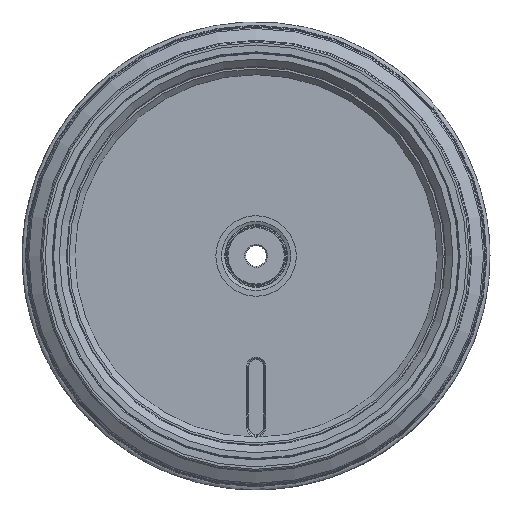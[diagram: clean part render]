
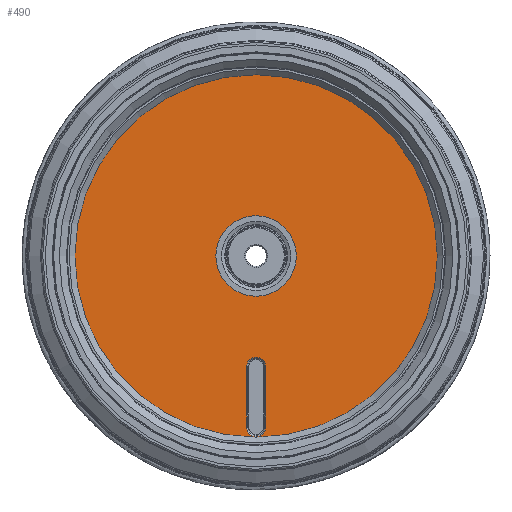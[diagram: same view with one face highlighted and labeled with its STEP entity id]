
A CAD part, top view. The second image highlights one B-rep face of the part: STEP entity #490.
In plain terms, the highlighted planar face has unit normal (0, 0, 1).
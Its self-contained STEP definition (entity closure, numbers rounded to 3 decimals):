
#390=LINE('',#2789,#406);
#391=LINE('',#2794,#407);
#406=VECTOR('',#2250,1.);
#407=VECTOR('',#2253,1.);
#465=PLANE('',#1896);
#490=ADVANCED_FACE('',(#606,#607,#608),#465,.T.);
#606=FACE_BOUND('',#743,.T.);
#607=FACE_BOUND('',#744,.T.);
#608=FACE_BOUND('',#745,.T.);
#743=EDGE_LOOP('',(#893,#894,#895,#896));
#744=EDGE_LOOP('',(#897));
#745=EDGE_LOOP('',(#898));
#893=ORIENTED_EDGE('',*,*,#1161,.T.);
#894=ORIENTED_EDGE('',*,*,#1162,.T.);
#895=ORIENTED_EDGE('',*,*,#1163,.T.);
#896=ORIENTED_EDGE('',*,*,#1164,.T.);
#897=ORIENTED_EDGE('',*,*,#1165,.F.);
#898=ORIENTED_EDGE('',*,*,#1159,.T.);
#1075=VERTEX_POINT('',#2785);
#1077=VERTEX_POINT('',#2790);
#1078=VERTEX_POINT('',#2791);
#1079=VERTEX_POINT('',#2793);
#1080=VERTEX_POINT('',#2795);
#1081=VERTEX_POINT('',#2798);
#1159=EDGE_CURVE('',#1075,#1075,#1255,.T.);
#1161=EDGE_CURVE('',#1077,#1078,#390,.T.);
#1162=EDGE_CURVE('',#1078,#1079,#1257,.T.);
#1163=EDGE_CURVE('',#1079,#1080,#391,.T.);
#1164=EDGE_CURVE('',#1080,#1077,#1258,.T.);
#1165=EDGE_CURVE('',#1081,#1081,#1259,.T.);
#1255=CIRCLE('',#1890,35.);
#1257=CIRCLE('',#1893,8.3);
#1258=CIRCLE('',#1894,8.3);
#1259=CIRCLE('',#1895,157.575);
#1890=AXIS2_PLACEMENT_3D('',#2784,#2244,#2245);
#1893=AXIS2_PLACEMENT_3D('',#2792,#2251,#2252);
#1894=AXIS2_PLACEMENT_3D('',#2796,#2254,#2255);
#1895=AXIS2_PLACEMENT_3D('',#2797,#2256,#2257);
#1896=AXIS2_PLACEMENT_3D('',#2799,#2258,#2259);
#2244=DIRECTION('',(0.,0.,-1.));
#2245=DIRECTION('',(0.175,0.985,0.));
#2250=DIRECTION('',(0.,-1.,0.));
#2251=DIRECTION('',(0.,0.,-1.));
#2252=DIRECTION('',(0.175,0.985,0.));
#2253=DIRECTION('',(0.,1.,0.));
#2254=DIRECTION('',(0.,0.,-1.));
#2255=DIRECTION('',(0.175,0.985,0.));
#2256=DIRECTION('',(0.,0.,-1.));
#2257=DIRECTION('',(0.175,0.985,0.));
#2258=DIRECTION('',(0.,0.,1.));
#2259=DIRECTION('',(0.175,0.985,0.));
#2784=CARTESIAN_POINT('',(0.,0.,-44.97));
#2785=CARTESIAN_POINT('',(6.114,34.462,-44.97));
#2789=CARTESIAN_POINT('',(8.3,0.,-44.97));
#2790=CARTESIAN_POINT('',(8.3,-96.3,-44.97));
#2791=CARTESIAN_POINT('',(8.3,-148.7,-44.97));
#2792=CARTESIAN_POINT('',(0.,-148.7,-44.97));
#2793=CARTESIAN_POINT('',(-8.3,-148.7,-44.97));
#2794=CARTESIAN_POINT('',(-8.3,0.,-44.97));
#2795=CARTESIAN_POINT('',(-8.3,-96.3,-44.97));
#2796=CARTESIAN_POINT('',(0.,-96.3,-44.97));
#2797=CARTESIAN_POINT('',(0.,0.,-44.97));
#2798=CARTESIAN_POINT('',(27.525,155.152,-44.97));
#2799=CARTESIAN_POINT('',(-35.,0.,-44.97));
